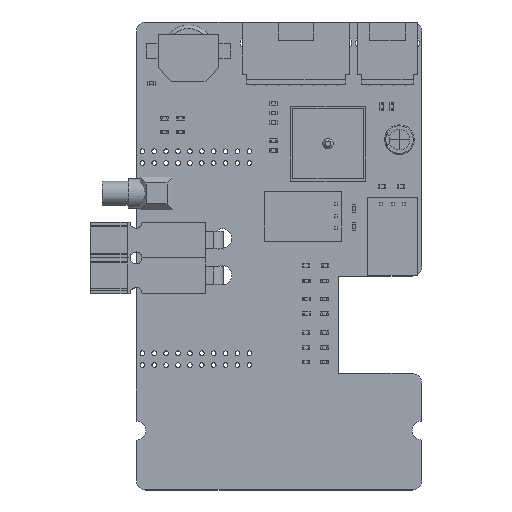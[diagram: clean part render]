
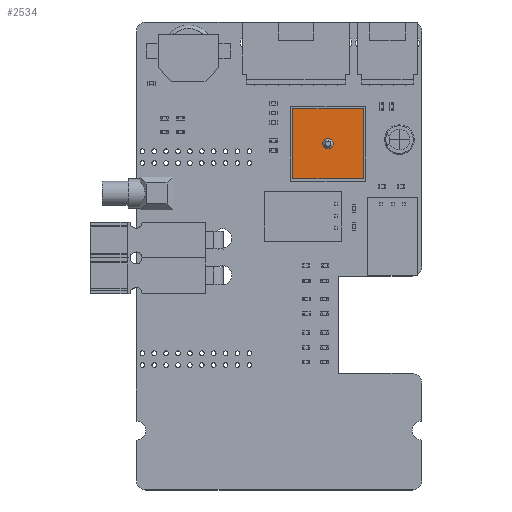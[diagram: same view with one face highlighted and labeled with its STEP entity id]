
A CAD part, top view. The second image highlights one B-rep face of the part: STEP entity #2534.
In plain terms, the highlighted planar face has unit normal (0, 0, 1).
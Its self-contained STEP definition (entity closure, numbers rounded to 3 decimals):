
#2235 = PLANE('',#2236);
#2236 = AXIS2_PLACEMENT_3D('',#2237,#2238,#2239);
#2237 = CARTESIAN_POINT('',(15.5,0.5,4.7));
#2238 = DIRECTION('',(0.,-1.,0.));
#2239 = DIRECTION('',(0.,0.,-1.));
#2260 = VERTEX_POINT('',#2261);
#2261 = CARTESIAN_POINT('',(15.5,0.5,4.7));
#2275 = PLANE('',#2276);
#2276 = AXIS2_PLACEMENT_3D('',#2277,#2278,#2279);
#2277 = CARTESIAN_POINT('',(15.5,15.5,4.7));
#2278 = DIRECTION('',(1.,0.,0.));
#2279 = DIRECTION('',(0.,0.,-1.));
#2287 = EDGE_CURVE('',#2260,#2288,#2290,.T.);
#2288 = VERTEX_POINT('',#2289);
#2289 = CARTESIAN_POINT('',(0.5,0.5,4.7));
#2290 = SURFACE_CURVE('',#2291,(#2295,#2302),.PCURVE_S1.);
#2291 = LINE('',#2292,#2293);
#2292 = CARTESIAN_POINT('',(15.5,0.5,4.7));
#2293 = VECTOR('',#2294,1.);
#2294 = DIRECTION('',(-1.,0.,0.));
#2295 = PCURVE('',#2235,#2296);
#2296 = DEFINITIONAL_REPRESENTATION('',(#2297),#2301);
#2297 = LINE('',#2298,#2299);
#2298 = CARTESIAN_POINT('',(0.,0.));
#2299 = VECTOR('',#2300,1.);
#2300 = DIRECTION('',(0.,-1.));
#2301 = ( GEOMETRIC_REPRESENTATION_CONTEXT(2) 
PARAMETRIC_REPRESENTATION_CONTEXT() REPRESENTATION_CONTEXT('2D SPACE',''
  ) );
#2302 = PCURVE('',#2303,#2308);
#2303 = PLANE('',#2304);
#2304 = AXIS2_PLACEMENT_3D('',#2305,#2306,#2307);
#2305 = CARTESIAN_POINT('',(0.,0.,4.7));
#2306 = DIRECTION('',(0.,0.,-1.));
#2307 = DIRECTION('',(-1.,0.,0.));
#2308 = DEFINITIONAL_REPRESENTATION('',(#2309),#2313);
#2309 = LINE('',#2310,#2311);
#2310 = CARTESIAN_POINT('',(-15.5,0.5));
#2311 = VECTOR('',#2312,1.);
#2312 = DIRECTION('',(1.,0.));
#2313 = ( GEOMETRIC_REPRESENTATION_CONTEXT(2) 
PARAMETRIC_REPRESENTATION_CONTEXT() REPRESENTATION_CONTEXT('2D SPACE',''
  ) );
#2329 = PLANE('',#2330);
#2330 = AXIS2_PLACEMENT_3D('',#2331,#2332,#2333);
#2331 = CARTESIAN_POINT('',(0.5,0.5,4.7));
#2332 = DIRECTION('',(-1.,0.,0.));
#2333 = DIRECTION('',(0.,-1.,0.));
#2368 = EDGE_CURVE('',#2288,#2369,#2371,.T.);
#2369 = VERTEX_POINT('',#2370);
#2370 = CARTESIAN_POINT('',(0.5,15.5,4.7));
#2371 = SURFACE_CURVE('',#2372,(#2376,#2383),.PCURVE_S1.);
#2372 = LINE('',#2373,#2374);
#2373 = CARTESIAN_POINT('',(0.5,0.5,4.7));
#2374 = VECTOR('',#2375,1.);
#2375 = DIRECTION('',(0.,1.,0.));
#2376 = PCURVE('',#2329,#2377);
#2377 = DEFINITIONAL_REPRESENTATION('',(#2378),#2382);
#2378 = LINE('',#2379,#2380);
#2379 = CARTESIAN_POINT('',(0.,0.));
#2380 = VECTOR('',#2381,1.);
#2381 = DIRECTION('',(-1.,0.));
#2382 = ( GEOMETRIC_REPRESENTATION_CONTEXT(2) 
PARAMETRIC_REPRESENTATION_CONTEXT() REPRESENTATION_CONTEXT('2D SPACE',''
  ) );
#2383 = PCURVE('',#2303,#2384);
#2384 = DEFINITIONAL_REPRESENTATION('',(#2385),#2389);
#2385 = LINE('',#2386,#2387);
#2386 = CARTESIAN_POINT('',(-0.5,0.5));
#2387 = VECTOR('',#2388,1.);
#2388 = DIRECTION('',(0.,1.));
#2389 = ( GEOMETRIC_REPRESENTATION_CONTEXT(2) 
PARAMETRIC_REPRESENTATION_CONTEXT() REPRESENTATION_CONTEXT('2D SPACE',''
  ) );
#2405 = PLANE('',#2406);
#2406 = AXIS2_PLACEMENT_3D('',#2407,#2408,#2409);
#2407 = CARTESIAN_POINT('',(0.5,15.5,4.7));
#2408 = DIRECTION('',(0.,1.,0.));
#2409 = DIRECTION('',(-1.,0.,0.));
#2444 = EDGE_CURVE('',#2369,#2445,#2447,.T.);
#2445 = VERTEX_POINT('',#2446);
#2446 = CARTESIAN_POINT('',(15.5,15.5,4.7));
#2447 = SURFACE_CURVE('',#2448,(#2452,#2459),.PCURVE_S1.);
#2448 = LINE('',#2449,#2450);
#2449 = CARTESIAN_POINT('',(0.5,15.5,4.7));
#2450 = VECTOR('',#2451,1.);
#2451 = DIRECTION('',(1.,0.,0.));
#2452 = PCURVE('',#2405,#2453);
#2453 = DEFINITIONAL_REPRESENTATION('',(#2454),#2458);
#2454 = LINE('',#2455,#2456);
#2455 = CARTESIAN_POINT('',(0.,0.));
#2456 = VECTOR('',#2457,1.);
#2457 = DIRECTION('',(-1.,0.));
#2458 = ( GEOMETRIC_REPRESENTATION_CONTEXT(2) 
PARAMETRIC_REPRESENTATION_CONTEXT() REPRESENTATION_CONTEXT('2D SPACE',''
  ) );
#2459 = PCURVE('',#2303,#2460);
#2460 = DEFINITIONAL_REPRESENTATION('',(#2461),#2465);
#2461 = LINE('',#2462,#2463);
#2462 = CARTESIAN_POINT('',(-0.5,15.5));
#2463 = VECTOR('',#2464,1.);
#2464 = DIRECTION('',(-1.,0.));
#2465 = ( GEOMETRIC_REPRESENTATION_CONTEXT(2) 
PARAMETRIC_REPRESENTATION_CONTEXT() REPRESENTATION_CONTEXT('2D SPACE',''
  ) );
#2513 = EDGE_CURVE('',#2445,#2260,#2514,.T.);
#2514 = SURFACE_CURVE('',#2515,(#2519,#2526),.PCURVE_S1.);
#2515 = LINE('',#2516,#2517);
#2516 = CARTESIAN_POINT('',(15.5,15.5,4.7));
#2517 = VECTOR('',#2518,1.);
#2518 = DIRECTION('',(0.,-1.,0.));
#2519 = PCURVE('',#2275,#2520);
#2520 = DEFINITIONAL_REPRESENTATION('',(#2521),#2525);
#2521 = LINE('',#2522,#2523);
#2522 = CARTESIAN_POINT('',(0.,0.));
#2523 = VECTOR('',#2524,1.);
#2524 = DIRECTION('',(0.,-1.));
#2525 = ( GEOMETRIC_REPRESENTATION_CONTEXT(2) 
PARAMETRIC_REPRESENTATION_CONTEXT() REPRESENTATION_CONTEXT('2D SPACE',''
  ) );
#2526 = PCURVE('',#2303,#2527);
#2527 = DEFINITIONAL_REPRESENTATION('',(#2528),#2532);
#2528 = LINE('',#2529,#2530);
#2529 = CARTESIAN_POINT('',(-15.5,15.5));
#2530 = VECTOR('',#2531,1.);
#2531 = DIRECTION('',(0.,-1.));
#2532 = ( GEOMETRIC_REPRESENTATION_CONTEXT(2) 
PARAMETRIC_REPRESENTATION_CONTEXT() REPRESENTATION_CONTEXT('2D SPACE',''
  ) );
#2534 = ADVANCED_FACE('',(#2535),#2303,.F.);
#2535 = FACE_BOUND('',#2536,.T.);
#2536 = EDGE_LOOP('',(#2537,#2538,#2539,#2540));
#2537 = ORIENTED_EDGE('',*,*,#2287,.F.);
#2538 = ORIENTED_EDGE('',*,*,#2513,.F.);
#2539 = ORIENTED_EDGE('',*,*,#2444,.F.);
#2540 = ORIENTED_EDGE('',*,*,#2368,.F.);
